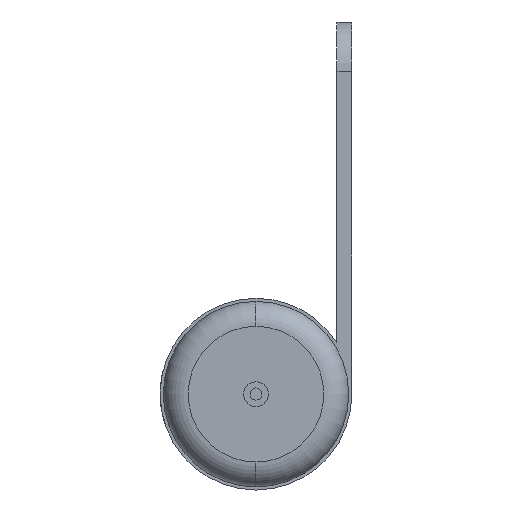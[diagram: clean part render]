
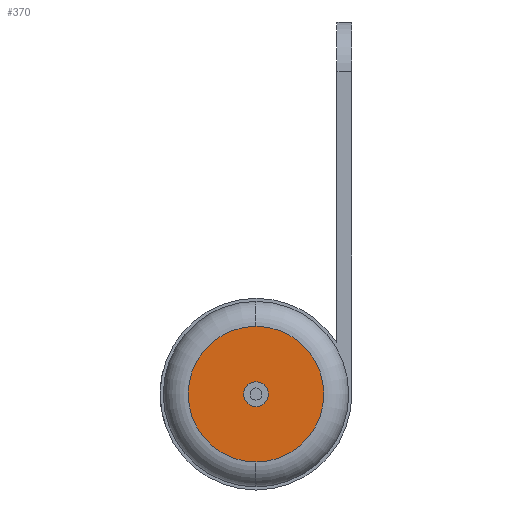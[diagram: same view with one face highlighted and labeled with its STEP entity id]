
A CAD part, left-side view. The second image highlights one B-rep face of the part: STEP entity #370.
In plain terms, the highlighted planar face has unit normal (-1, 0, 0).
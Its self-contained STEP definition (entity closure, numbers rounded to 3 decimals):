
#41 = DIRECTION ( 'NONE',  ( -1., 0., 0. ) ) ;
#69 = ORIENTED_EDGE ( 'NONE', *, *, #76, .F. ) ;
#76 = EDGE_CURVE ( 'NONE', #1715, #1621, #632, .T. ) ;
#172 = AXIS2_PLACEMENT_3D ( 'NONE', #614, #41, #1434 ) ;
#269 = CARTESIAN_POINT ( 'NONE',  ( -23.5, 0., 0. ) ) ;
#370 = ADVANCED_FACE ( 'NONE', ( #2735, #2655 ), #894, .T. ) ;
#484 = CIRCLE ( 'NONE', #540, 2.725 ) ;
#524 = ORIENTED_EDGE ( 'NONE', *, *, #1370, .F. ) ;
#540 = AXIS2_PLACEMENT_3D ( 'NONE', #1015, #2367, #1309 ) ;
#614 = CARTESIAN_POINT ( 'NONE',  ( -23.5, 0., 0. ) ) ;
#632 = CIRCLE ( 'NONE', #1980, 0.5 ) ;
#763 = AXIS2_PLACEMENT_3D ( 'NONE', #3272, #2772, #3035 ) ;
#894 = PLANE ( 'NONE',  #763 ) ;
#1015 = CARTESIAN_POINT ( 'NONE',  ( -23.5, 0., 0. ) ) ;
#1050 = EDGE_LOOP ( 'NONE', ( #2540, #2913 ) ) ;
#1309 = DIRECTION ( 'NONE',  ( 0., 0., 1. ) ) ;
#1370 = EDGE_CURVE ( 'NONE', #1621, #1715, #2652, .T. ) ;
#1434 = DIRECTION ( 'NONE',  ( 0., 0., 1. ) ) ;
#1499 = DIRECTION ( 'NONE',  ( -1., 0., 0. ) ) ;
#1508 = VERTEX_POINT ( 'NONE', #2686 ) ;
#1621 = VERTEX_POINT ( 'NONE', #2782 ) ;
#1715 = VERTEX_POINT ( 'NONE', #1777 ) ;
#1777 = CARTESIAN_POINT ( 'NONE',  ( -23.5, 0., 0.5 ) ) ;
#1801 = VERTEX_POINT ( 'NONE', #2102 ) ;
#1980 = AXIS2_PLACEMENT_3D ( 'NONE', #269, #2144, #2964 ) ;
#1982 = CIRCLE ( 'NONE', #3031, 2.725 ) ;
#2045 = CARTESIAN_POINT ( 'NONE',  ( -23.5, 0., 0. ) ) ;
#2054 = EDGE_CURVE ( 'NONE', #1801, #1508, #484, .T. ) ;
#2102 = CARTESIAN_POINT ( 'NONE',  ( -23.5, 0., -2.725 ) ) ;
#2144 = DIRECTION ( 'NONE',  ( -1., 0., 0. ) ) ;
#2367 = DIRECTION ( 'NONE',  ( -1., 0., 0. ) ) ;
#2540 = ORIENTED_EDGE ( 'NONE', *, *, #3193, .T. ) ;
#2652 = CIRCLE ( 'NONE', #172, 0.5 ) ;
#2655 = FACE_BOUND ( 'NONE', #2904, .T. ) ;
#2686 = CARTESIAN_POINT ( 'NONE',  ( -23.5, 0., 2.725 ) ) ;
#2735 = FACE_OUTER_BOUND ( 'NONE', #1050, .T. ) ;
#2772 = DIRECTION ( 'NONE',  ( -1., 0., 0. ) ) ;
#2782 = CARTESIAN_POINT ( 'NONE',  ( -23.5, 0., -0.5 ) ) ;
#2904 = EDGE_LOOP ( 'NONE', ( #524, #69 ) ) ;
#2913 = ORIENTED_EDGE ( 'NONE', *, *, #2054, .T. ) ;
#2964 = DIRECTION ( 'NONE',  ( 0., 0., 1. ) ) ;
#3031 = AXIS2_PLACEMENT_3D ( 'NONE', #2045, #1499, #3365 ) ;
#3035 = DIRECTION ( 'NONE',  ( 0., 0., -1. ) ) ;
#3193 = EDGE_CURVE ( 'NONE', #1508, #1801, #1982, .T. ) ;
#3272 = CARTESIAN_POINT ( 'NONE',  ( -23.5, 0., 0. ) ) ;
#3365 = DIRECTION ( 'NONE',  ( 0., 0., 1. ) ) ;
